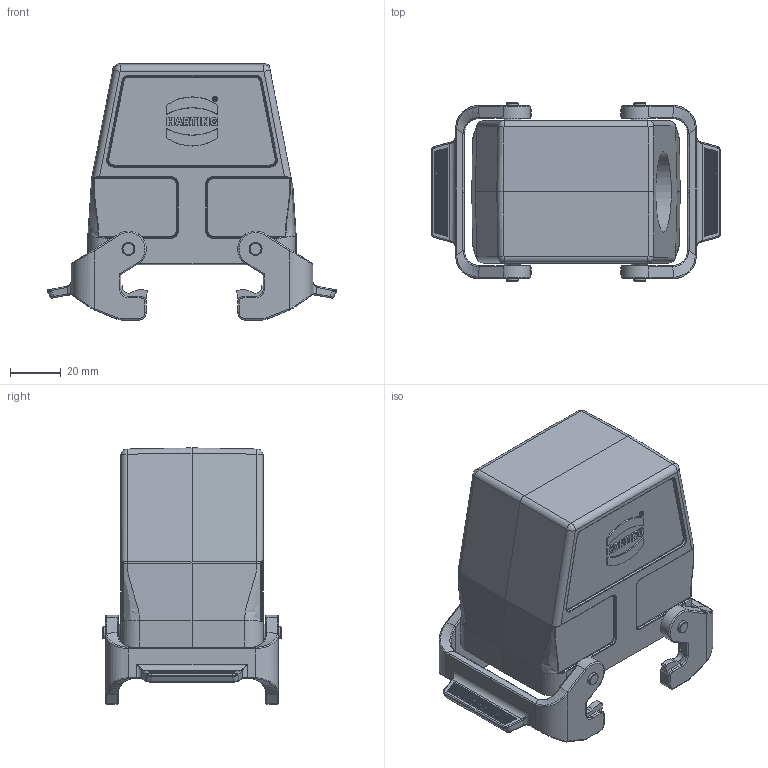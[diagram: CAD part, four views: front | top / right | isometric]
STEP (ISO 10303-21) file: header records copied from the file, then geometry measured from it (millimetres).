
FILE_DESCRIPTION(/* description */ (''),/* implementation_level */ '2;1');
FILE_NAME(/* name */ '100561454ugm000_d.stp',/* time_stamp */ '2017-11-06T10:53:06+01:00',/* author */ (''),/* organization */ (''),/* preprocessor_version */ 'ST-DEVELOPER v16',/* originating_system */ 'SIEMENS PLM Software NX 10.0',/* authorisation */ '');
FILE_SCHEMA (('AUTOMOTIVE_DESIGN { 1 0 10303 214 3 1 1 1 }'));
Length unit declared in the file: millimetre
Products named in the file (1): 100561454ugm000_d
Bounding box: 113.8 x 70.2 x 100.8 mm (x, y, z)
Volume: 95699.2 mm3; surface area: 58613.3 mm2
Topology: 3 solids, 3 shells, 1028 faces, 2887 edges, 2243 vertices
Faces by surface type: plane 437, cylinder 291, bspline 232, cone 40, extrusion 12, torus 12, sphere 4
Full cylindrical faces by diameter (mm): 3 x8, 5.1 x4, 32 x1
Entity records: 42103 total; most frequent: CARTESIAN_POINT 13407, ORIENTED_EDGE 4888, DIRECTION 4459, EDGE_CURVE 2444, VERTEX_POINT 1520, AXIS2_PLACEMENT_3D 1520, VECTOR 1419, LINE 1407
